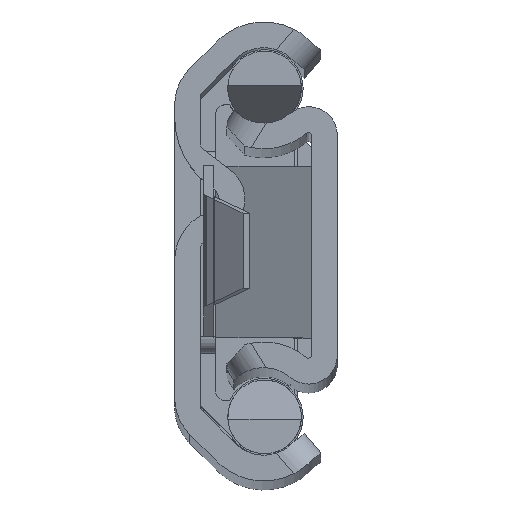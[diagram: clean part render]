
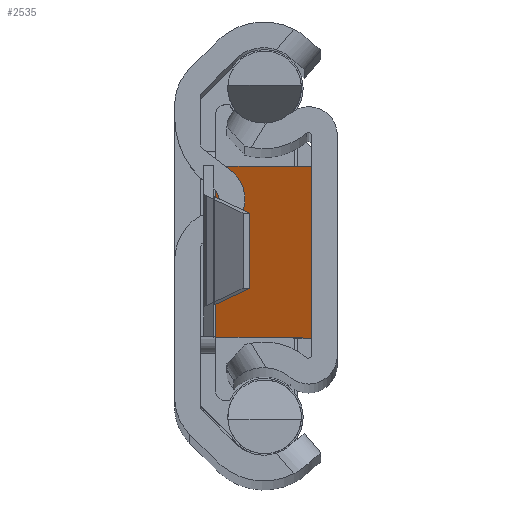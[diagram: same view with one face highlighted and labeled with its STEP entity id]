
A CAD part, top view. The second image highlights one B-rep face of the part: STEP entity #2535.
In plain terms, the highlighted face is planar.
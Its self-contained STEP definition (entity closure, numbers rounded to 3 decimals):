
#12 = PLANE ( 'NONE',  #3190 ) ;
#251 = VERTEX_POINT ( 'NONE', #2100 ) ;
#540 = CARTESIAN_POINT ( 'NONE',  ( 47.267, 5.115, -10. ) ) ;
#842 = CARTESIAN_POINT ( 'NONE',  ( 47.267, 5.115, 0. ) ) ;
#957 = VECTOR ( 'NONE', #1150, 1000. ) ;
#1150 = DIRECTION ( 'NONE',  ( 0.976, 0.22, 0. ) ) ;
#1660 = EDGE_CURVE ( 'NONE', #6981, #6709, #9121, .T. ) ;
#1903 = DIRECTION ( 'NONE',  ( 0., 0., 1. ) ) ;
#2100 = CARTESIAN_POINT ( 'NONE',  ( 21.867, -0.6, -10. ) ) ;
#2432 = VECTOR ( 'NONE', #1903, 1000. ) ;
#2480 = VERTEX_POINT ( 'NONE', #7276 ) ;
#2481 = VECTOR ( 'NONE', #7402, 1000. ) ;
#2535 = ADVANCED_FACE ( 'NONE', ( #8546 ), #12, .T. ) ;
#2616 = LINE ( 'NONE', #8263, #8218 ) ;
#2886 = ORIENTED_EDGE ( 'NONE', *, *, #7284, .F. ) ;
#2976 = ORIENTED_EDGE ( 'NONE', *, *, #5711, .T. ) ;
#3190 = AXIS2_PLACEMENT_3D ( 'NONE', #5022, #7154, #6408 ) ;
#3962 = EDGE_CURVE ( 'NONE', #251, #2480, #2616, .T. ) ;
#4374 = CARTESIAN_POINT ( 'NONE',  ( 47.267, 5.115, 0. ) ) ;
#4546 = CARTESIAN_POINT ( 'NONE',  ( 47.267, 5.115, -10. ) ) ;
#4717 = LINE ( 'NONE', #842, #2481 ) ;
#5022 = CARTESIAN_POINT ( 'NONE',  ( 47.267, 5.115, -10. ) ) ;
#5711 = EDGE_CURVE ( 'NONE', #251, #6981, #7510, .T. ) ;
#6408 = DIRECTION ( 'NONE',  ( 0.976, 0.22, 0. ) ) ;
#6709 = VERTEX_POINT ( 'NONE', #4374 ) ;
#6981 = VERTEX_POINT ( 'NONE', #4546 ) ;
#7154 = DIRECTION ( 'NONE',  ( 0.22, -0.976, 0. ) ) ;
#7276 = CARTESIAN_POINT ( 'NONE',  ( 21.867, -0.6, 0. ) ) ;
#7284 = EDGE_CURVE ( 'NONE', #2480, #6709, #4717, .T. ) ;
#7350 = ORIENTED_EDGE ( 'NONE', *, *, #1660, .T. ) ;
#7402 = DIRECTION ( 'NONE',  ( 0.976, 0.22, 0. ) ) ;
#7510 = LINE ( 'NONE', #9029, #957 ) ;
#8218 = VECTOR ( 'NONE', #8995, 1000. ) ;
#8263 = CARTESIAN_POINT ( 'NONE',  ( 21.867, -0.6, -10. ) ) ;
#8546 = FACE_OUTER_BOUND ( 'NONE', #8886, .T. ) ;
#8795 = ORIENTED_EDGE ( 'NONE', *, *, #3962, .F. ) ;
#8886 = EDGE_LOOP ( 'NONE', ( #2886, #8795, #2976, #7350 ) ) ;
#8995 = DIRECTION ( 'NONE',  ( 0., 0., 1. ) ) ;
#9029 = CARTESIAN_POINT ( 'NONE',  ( 47.267, 5.115, -10. ) ) ;
#9121 = LINE ( 'NONE', #540, #2432 ) ;
